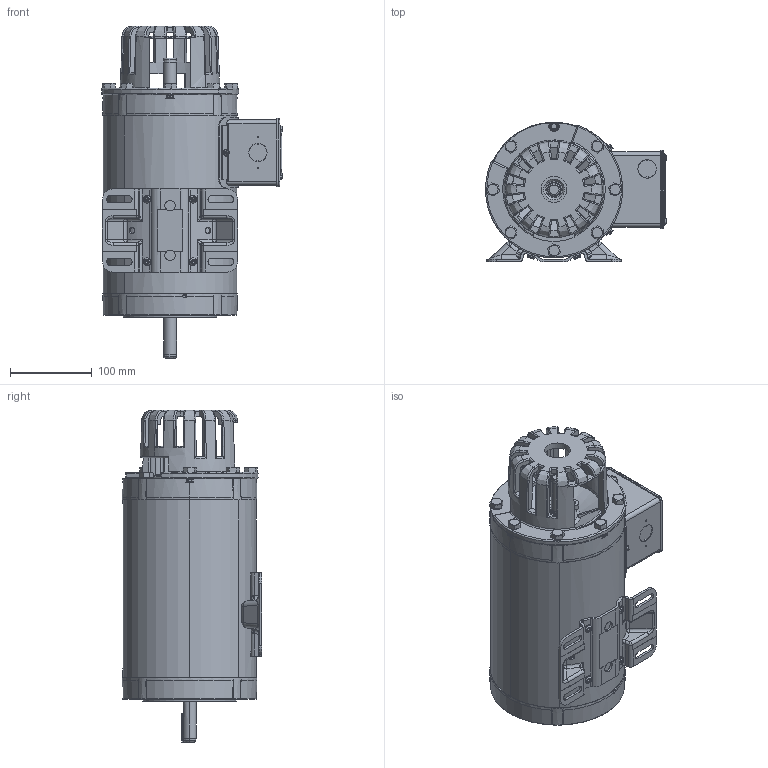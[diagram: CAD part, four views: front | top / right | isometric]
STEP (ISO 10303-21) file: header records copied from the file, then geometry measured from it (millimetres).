
FILE_DESCRIPTION (( 'STEP AP214' ), '1' );
FILE_NAME ('Y556-A772.STEP', '2022-01-13T16:31:26', ( '' ), ( '' ), 'SwSTEP 2.0', 'SolidWorks 2017', '' );
FILE_SCHEMA (( 'AUTOMOTIVE_DESIGN' ));
Length unit declared in the file: inch
Products named in the file (1): Y556-A772
Bounding box: 221.01 x 170.6 x 405.7 mm (x, y, z)
Volume: 1032094.1 mm3; surface area: 662513.2 mm2
Topology: 40 solids, 40 shells, 3842 faces, 10093 edges, 6331 vertices
Faces by surface type: plane 1401, bspline 909, cylinder 898, cone 634
Entity records: 158461 total; most frequent: CARTESIAN_POINT 70610, ORIENTED_EDGE 20068, DIRECTION 16045, EDGE_CURVE 10034, VERTEX_POINT 6331, AXIS2_PLACEMENT_3D 6200, EDGE_LOOP 4105, ADVANCED_FACE 3842
